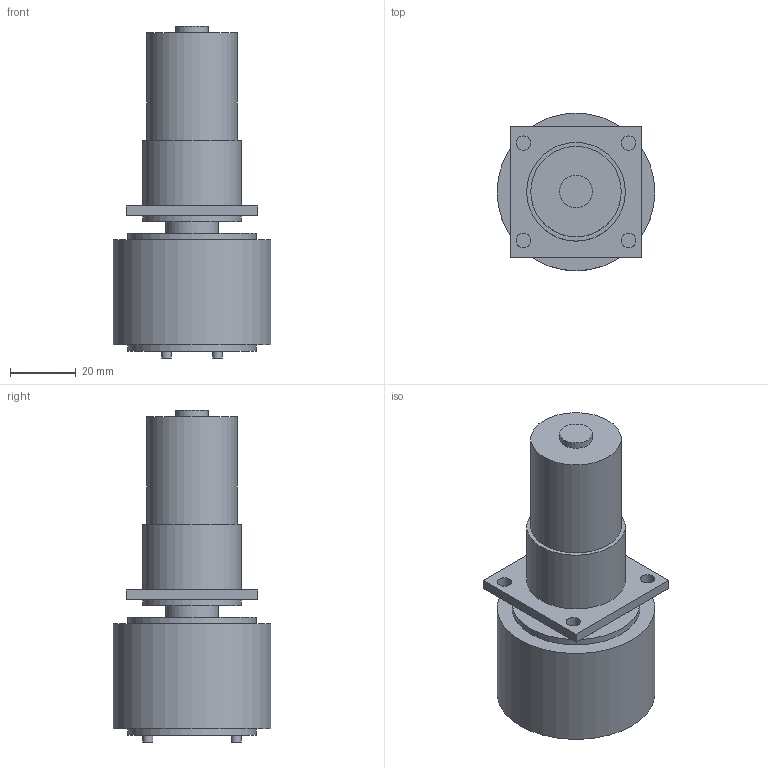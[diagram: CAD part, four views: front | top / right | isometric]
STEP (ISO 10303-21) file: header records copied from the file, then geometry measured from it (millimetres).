
FILE_DESCRIPTION(/* description */ (''),/* implementation_level */ '2;1');
FILE_NAME(/* name */ 'motor 5hz v29.step',/* time_stamp */ '2024-07-09T15:41:12-03:00',/* author */ (''),/* organization */ (''),/* preprocessor_version */ 'ST-DEVELOPER v20',/* originating_system */ 'Autodesk Translation Framework v13.14.0.145',/* authorisation */ '');
FILE_SCHEMA (('AUTOMOTIVE_DESIGN { 1 0 10303 214 3 1 1 }'));
Length unit declared in the file: millimetre
Products named in the file (1): motor 5hz
Bounding box: 48 x 48 x 101 mm (x, y, z)
Volume: 88701.8 mm3; surface area: 34121.6 mm2
Topology: 10 solids, 10 shells, 131 faces, 337 edges, 232 vertices
Faces by surface type: plane 77, cylinder 54
Full cylindrical faces by diameter (mm): 3 x17, 3.5 x8, 4.4 x4, 6 x7, 10 x1, 16 x1, 26 x3, 27.5 x1, 30 x2, 36 x2, 39 x2, 48 x1
Entity records: 4799 total; most frequent: CARTESIAN_POINT 1373, DIRECTION 681, ORIENTED_EDGE 674, EDGE_CURVE 337, AXIS2_PLACEMENT_3D 256, VERTEX_POINT 232, EDGE_LOOP 207, LINE 169
